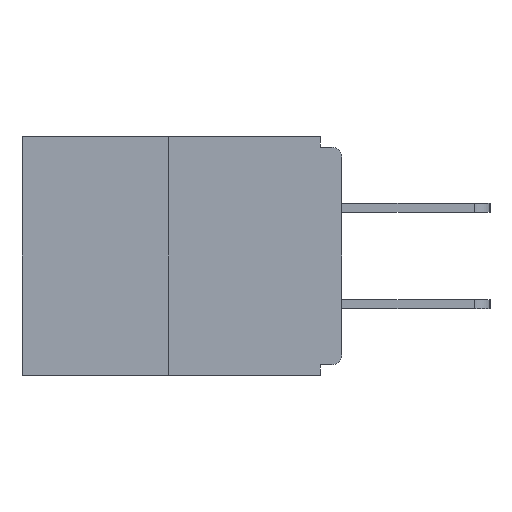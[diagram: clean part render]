
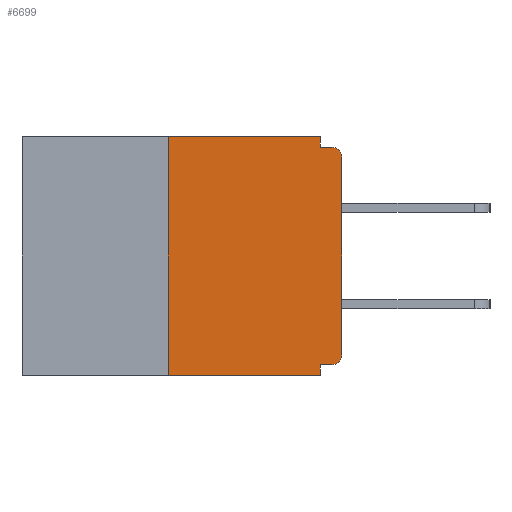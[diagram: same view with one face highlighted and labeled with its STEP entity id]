
A CAD part, left-side view. The second image highlights one B-rep face of the part: STEP entity #6699.
In plain terms, the highlighted planar face has unit normal (-1, 0, 0).
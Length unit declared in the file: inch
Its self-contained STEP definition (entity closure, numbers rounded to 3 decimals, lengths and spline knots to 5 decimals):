
#181 = LINE ( 'NONE', #27037, #7687 ) ;
#837 = EDGE_CURVE ( 'NONE', #20601, #24821, #21554, .T. ) ;
#874 = LINE ( 'NONE', #14995, #23601 ) ;
#1388 = AXIS2_PLACEMENT_3D ( 'NONE', #4865, #2870, #13826 ) ;
#1601 = CARTESIAN_POINT ( 'NONE',  ( 0., 0.46, 0. ) ) ;
#1663 = ORIENTED_EDGE ( 'NONE', *, *, #2994, .F. ) ;
#1677 = CARTESIAN_POINT ( 'NONE',  ( 0., 0.031, -0.328 ) ) ;
#2185 = ORIENTED_EDGE ( 'NONE', *, *, #2702, .F. ) ;
#2291 = DIRECTION ( 'NONE',  ( -1., 0., 0. ) ) ;
#2517 = EDGE_CURVE ( 'NONE', #11839, #13143, #20071, .T. ) ;
#2702 = EDGE_CURVE ( 'NONE', #11839, #20601, #23609, .T. ) ;
#2870 = DIRECTION ( 'NONE',  ( 1., 0., 0. ) ) ;
#2972 = CARTESIAN_POINT ( 'NONE',  ( 0., 0.015, -0.015 ) ) ;
#2994 = EDGE_CURVE ( 'NONE', #28489, #15968, #3017, .T. ) ;
#3005 = FACE_OUTER_BOUND ( 'NONE', #28195, .T. ) ;
#3017 = LINE ( 'NONE', #22025, #22877 ) ;
#3444 = CARTESIAN_POINT ( 'NONE',  ( 0., 0.25, 0. ) ) ;
#4001 = VERTEX_POINT ( 'NONE', #26841 ) ;
#4066 = EDGE_CURVE ( 'NONE', #28489, #24821, #181, .T. ) ;
#4110 = CIRCLE ( 'NONE', #8377, 0.015 ) ;
#4865 = CARTESIAN_POINT ( 'NONE',  ( 0., 0.46, 0. ) ) ;
#5080 = EDGE_CURVE ( 'NONE', #29364, #5149, #23618, .T. ) ;
#5149 = VERTEX_POINT ( 'NONE', #2972 ) ;
#5509 = VECTOR ( 'NONE', #10940, 39.37008 ) ;
#6444 = DIRECTION ( 'NONE',  ( 0., 0., 1. ) ) ;
#6469 = CARTESIAN_POINT ( 'NONE',  ( 0., 0.031, -0.343 ) ) ;
#6699 = ADVANCED_FACE ( 'NONE', ( #3005 ), #16484, .F. ) ;
#6908 = CARTESIAN_POINT ( 'NONE',  ( 0., 0.031, 0. ) ) ;
#7687 = VECTOR ( 'NONE', #27240, 39.37008 ) ;
#8377 = AXIS2_PLACEMENT_3D ( 'NONE', #9437, #2291, #27467 ) ;
#8389 = ORIENTED_EDGE ( 'NONE', *, *, #21165, .T. ) ;
#8563 = EDGE_CURVE ( 'NONE', #15968, #4001, #19919, .T. ) ;
#9155 = CARTESIAN_POINT ( 'NONE',  ( 0., 0.25, -0.343 ) ) ;
#9437 = CARTESIAN_POINT ( 'NONE',  ( 0., 0.015, -0.03 ) ) ;
#9491 = VECTOR ( 'NONE', #29081, 39.37008 ) ;
#10908 = DIRECTION ( 'NONE',  ( 0., -1., 0. ) ) ;
#10940 = DIRECTION ( 'NONE',  ( 0., 1., 0. ) ) ;
#11023 = CARTESIAN_POINT ( 'NONE',  ( 0., 0., -0.313 ) ) ;
#11279 = DIRECTION ( 'NONE',  ( 0., 0., -1. ) ) ;
#11839 = VERTEX_POINT ( 'NONE', #20842 ) ;
#12050 = VECTOR ( 'NONE', #11279, 39.37008 ) ;
#13111 = AXIS2_PLACEMENT_3D ( 'NONE', #28005, #18822, #27707 ) ;
#13143 = VERTEX_POINT ( 'NONE', #11023 ) ;
#13175 = ORIENTED_EDGE ( 'NONE', *, *, #8563, .F. ) ;
#13587 = CARTESIAN_POINT ( 'NONE',  ( 0., 0.031, -0.343 ) ) ;
#13826 = DIRECTION ( 'NONE',  ( 0., 0., -1. ) ) ;
#14994 = ORIENTED_EDGE ( 'NONE', *, *, #27438, .T. ) ;
#14995 = CARTESIAN_POINT ( 'NONE',  ( 0., 0., 0. ) ) ;
#15009 = VERTEX_POINT ( 'NONE', #16909 ) ;
#15173 = ORIENTED_EDGE ( 'NONE', *, *, #5080, .F. ) ;
#15968 = VERTEX_POINT ( 'NONE', #3444 ) ;
#16484 = PLANE ( 'NONE',  #1388 ) ;
#16601 = CARTESIAN_POINT ( 'NONE',  ( 0., 0.031, -0.015 ) ) ;
#16909 = CARTESIAN_POINT ( 'NONE',  ( 0., 0., -0.03 ) ) ;
#17019 = ORIENTED_EDGE ( 'NONE', *, *, #24723, .F. ) ;
#18822 = DIRECTION ( 'NONE',  ( -1., 0., 0. ) ) ;
#19495 = LINE ( 'NONE', #6908, #12050 ) ;
#19879 = CARTESIAN_POINT ( 'NONE',  ( 0., 0., -0.328 ) ) ;
#19919 = LINE ( 'NONE', #1601, #28782 ) ;
#20071 = CIRCLE ( 'NONE', #13111, 0.015 ) ;
#20601 = VERTEX_POINT ( 'NONE', #1677 ) ;
#20842 = CARTESIAN_POINT ( 'NONE',  ( 0., 0.015, -0.328 ) ) ;
#21032 = DIRECTION ( 'NONE',  ( 0., -1., 0. ) ) ;
#21165 = EDGE_CURVE ( 'NONE', #15009, #5149, #4110, .T. ) ;
#21554 = LINE ( 'NONE', #6469, #9491 ) ;
#22025 = CARTESIAN_POINT ( 'NONE',  ( 0., 0.25, 0. ) ) ;
#22877 = VECTOR ( 'NONE', #6444, 39.37008 ) ;
#23486 = ORIENTED_EDGE ( 'NONE', *, *, #4066, .T. ) ;
#23601 = VECTOR ( 'NONE', #24159, 39.37008 ) ;
#23609 = LINE ( 'NONE', #19879, #5509 ) ;
#23618 = LINE ( 'NONE', #26897, #24303 ) ;
#24159 = DIRECTION ( 'NONE',  ( 0., 0., 1. ) ) ;
#24303 = VECTOR ( 'NONE', #21032, 39.37008 ) ;
#24723 = EDGE_CURVE ( 'NONE', #4001, #29364, #19495, .T. ) ;
#24821 = VERTEX_POINT ( 'NONE', #13587 ) ;
#26841 = CARTESIAN_POINT ( 'NONE',  ( 0., 0.031, 0. ) ) ;
#26897 = CARTESIAN_POINT ( 'NONE',  ( 0., 0., -0.015 ) ) ;
#27037 = CARTESIAN_POINT ( 'NONE',  ( 0., 0.46, -0.343 ) ) ;
#27240 = DIRECTION ( 'NONE',  ( 0., -1., 0. ) ) ;
#27438 = EDGE_CURVE ( 'NONE', #13143, #15009, #874, .T. ) ;
#27467 = DIRECTION ( 'NONE',  ( 0., 0., -1. ) ) ;
#27707 = DIRECTION ( 'NONE',  ( 0., 0., -1. ) ) ;
#28005 = CARTESIAN_POINT ( 'NONE',  ( 0., 0.015, -0.313 ) ) ;
#28181 = ORIENTED_EDGE ( 'NONE', *, *, #2517, .T. ) ;
#28195 = EDGE_LOOP ( 'NONE', ( #13175, #1663, #23486, #29099, #2185, #28181, #14994, #8389, #15173, #17019 ) ) ;
#28489 = VERTEX_POINT ( 'NONE', #9155 ) ;
#28782 = VECTOR ( 'NONE', #10908, 39.37008 ) ;
#29081 = DIRECTION ( 'NONE',  ( 0., 0., -1. ) ) ;
#29099 = ORIENTED_EDGE ( 'NONE', *, *, #837, .F. ) ;
#29364 = VERTEX_POINT ( 'NONE', #16601 ) ;
